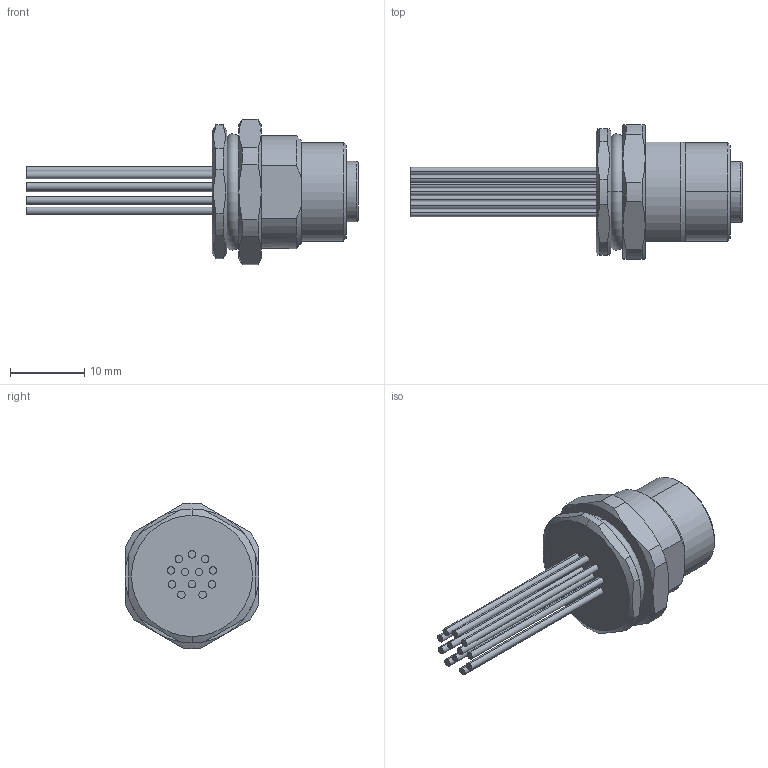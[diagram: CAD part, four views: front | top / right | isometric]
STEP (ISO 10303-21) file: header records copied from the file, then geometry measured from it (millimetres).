
FILE_DESCRIPTION((''),'2;1');
FILE_NAME('237164_SM01_ASM','2024-06-04T09:27:31',('banengservice'),('BANNER ENGINEERING'),'CREO PARAMETRIC BY PTC INC, 2022414','CREO PARAMETRIC BY PTC INC, 2022414','');
FILE_SCHEMA(('CONFIG_CONTROL_DESIGN'));
Length unit declared in the file: millimetre
Products named in the file (2): 237164_EP01; 237164_SM01_ASM
Assembly tree (1 placements, depth 2):
  237164_SM01_ASM
    237164_EP01
Bounding box: 44.6 x 18 x 19.49 mm (x, y, z)
Volume: 3304.8 mm3; surface area: 3811 mm2
Topology: 1 solids, 1 shells, 414 faces, 1040 edges, 656 vertices
Faces by surface type: plane 158, cylinder 127, cone 118, torus 9, sphere 2
Entity records: 12644 total; most frequent: CARTESIAN_POINT 2519, DIRECTION 2247, ORIENTED_EDGE 2028, EDGE_CURVE 1014, AXIS2_PLACEMENT_3D 908, VERTEX_POINT 656, CIRCLE 491, EDGE_LOOP 468
